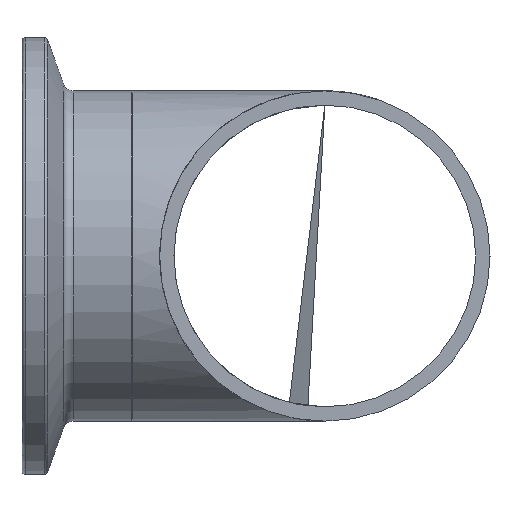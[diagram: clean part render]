
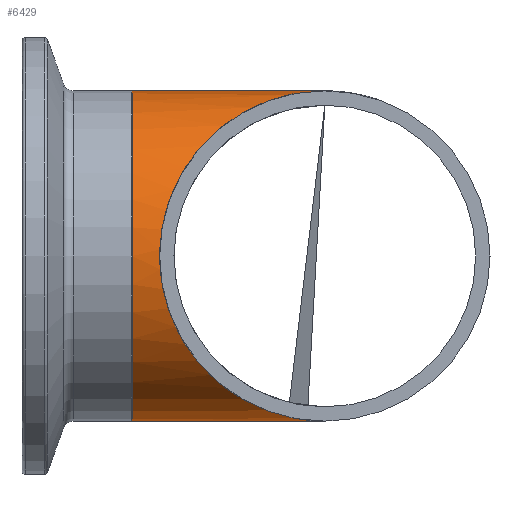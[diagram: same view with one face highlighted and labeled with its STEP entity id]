
A CAD part, left-side view. The second image highlights one B-rep face of the part: STEP entity #6429.
In plain terms, the highlighted cylindrical face has radius 19.05 mm (diameter 38.1 mm), a full revolution.
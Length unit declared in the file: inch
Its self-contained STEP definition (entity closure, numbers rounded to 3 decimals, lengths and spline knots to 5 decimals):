
#81=ELLIPSE('',#6788,1.06066,0.75);
#82=ELLIPSE('',#6789,1.06066,0.75);
#140=FACE_BOUND('',#1220,.T.);
#809=FACE_OUTER_BOUND('',#1219,.T.);
#1219=EDGE_LOOP('',(#5995,#5996));
#1220=EDGE_LOOP('',(#5997));
#2255=CIRCLE('',#6832,0.75);
#3165=VERTEX_POINT('',#13844);
#3166=VERTEX_POINT('',#13845);
#3187=VERTEX_POINT('',#13910);
#4105=EDGE_CURVE('',#3165,#3166,#81,.T.);
#4106=EDGE_CURVE('',#3166,#3165,#82,.T.);
#4127=EDGE_CURVE('',#3187,#3187,#2255,.T.);
#5995=ORIENTED_EDGE('',*,*,#4106,.F.);
#5996=ORIENTED_EDGE('',*,*,#4105,.F.);
#5997=ORIENTED_EDGE('',*,*,#4127,.T.);
#6048=CYLINDRICAL_SURFACE('',#6837,0.75);
#6429=ADVANCED_FACE('',(#809,#140),#6048,.T.);
#6788=AXIS2_PLACEMENT_3D('',#13846,#7993,#7994);
#6789=AXIS2_PLACEMENT_3D('',#13847,#7995,#7996);
#6832=AXIS2_PLACEMENT_3D('',#13911,#8081,#8082);
#6837=AXIS2_PLACEMENT_3D('',#13919,#8091,#8092);
#7993=DIRECTION('center_axis',(-0.707,-0.707,0.));
#7994=DIRECTION('ref_axis',(0.707,-0.707,0.));
#7995=DIRECTION('center_axis',(0.707,-0.707,0.));
#7996=DIRECTION('ref_axis',(0.707,0.707,0.));
#8081=DIRECTION('center_axis',(0.,-1.,0.));
#8082=DIRECTION('ref_axis',(1.,0.,0.));
#8091=DIRECTION('center_axis',(0.,1.,0.));
#8092=DIRECTION('ref_axis',(1.,0.,0.));
#13844=CARTESIAN_POINT('',(0.,0.,0.75));
#13845=CARTESIAN_POINT('',(0.,0.,-0.75));
#13846=CARTESIAN_POINT('Origin',(0.,0.,0.));
#13847=CARTESIAN_POINT('Origin',(0.,0.,0.));
#13910=CARTESIAN_POINT('',(-0.75,0.875,0.));
#13911=CARTESIAN_POINT('Origin',(0.,0.875,0.));
#13919=CARTESIAN_POINT('Origin',(0.,0.,0.));
